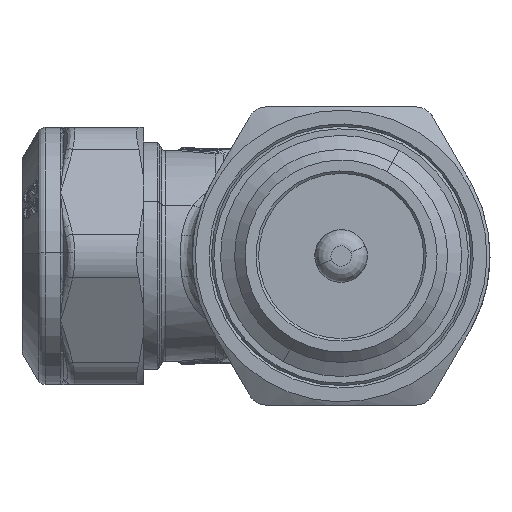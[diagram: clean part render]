
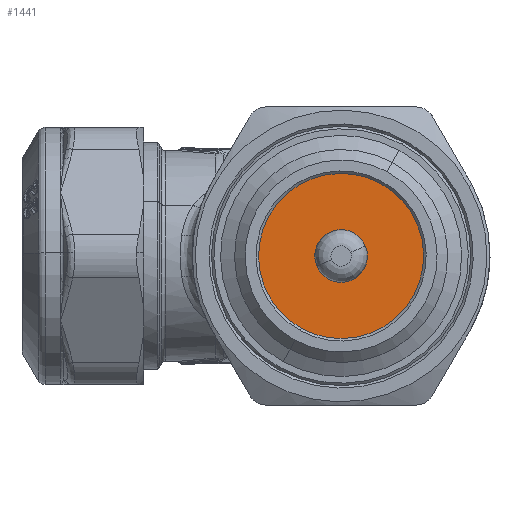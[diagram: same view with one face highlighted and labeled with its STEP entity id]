
A CAD part, left-side view. The second image highlights one B-rep face of the part: STEP entity #1441.
In plain terms, the highlighted planar face has unit normal (-1, 0, 0).
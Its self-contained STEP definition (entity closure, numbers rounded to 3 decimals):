
#1400=CARTESIAN_POINT('Axis2P3D Location',(-42.189,0.,0.)) ;
#1405=CARTESIAN_POINT('Axis2P3D Location',(-42.189,0.,0.)) ;
#1409=CARTESIAN_POINT('Vertex',(-42.189,-4.885,8.941)) ;
#1411=CARTESIAN_POINT('Vertex',(-42.189,4.885,-8.941)) ;
#1414=CARTESIAN_POINT('Axis2P3D Location',(-42.189,0.,0.)) ;
#1423=CARTESIAN_POINT('Axis2P3D Location',(-42.189,0.,0.)) ;
#1427=CARTESIAN_POINT('Vertex',(-42.189,3.011,-1.223)) ;
#1429=CARTESIAN_POINT('Vertex',(-42.189,-3.011,1.223)) ;
#1432=CARTESIAN_POINT('Axis2P3D Location',(-42.189,0.,0.)) ;
#1401=DIRECTION('Axis2P3D Direction',(1.,0.,0.)) ;
#1402=DIRECTION('Axis2P3D XDirection',(0.,1.,0.)) ;
#1406=DIRECTION('Axis2P3D Direction',(1.,0.,0.)) ;
#1415=DIRECTION('Axis2P3D Direction',(1.,0.,0.)) ;
#1424=DIRECTION('Axis2P3D Direction',(1.,0.,0.)) ;
#1433=DIRECTION('Axis2P3D Direction',(1.,0.,0.)) ;
#1403=AXIS2_PLACEMENT_3D('Plane Axis2P3D',#1400,#1401,#1402) ;
#1407=AXIS2_PLACEMENT_3D('Circle Axis2P3D',#1405,#1406,$) ;
#1416=AXIS2_PLACEMENT_3D('Circle Axis2P3D',#1414,#1415,$) ;
#1425=AXIS2_PLACEMENT_3D('Circle Axis2P3D',#1423,#1424,$) ;
#1434=AXIS2_PLACEMENT_3D('Circle Axis2P3D',#1432,#1433,$) ;
#1420=ORIENTED_EDGE('',*,*,#1413,.F.) ;
#1421=ORIENTED_EDGE('',*,*,#1418,.F.) ;
#1438=ORIENTED_EDGE('',*,*,#1431,.T.) ;
#1439=ORIENTED_EDGE('',*,*,#1436,.T.) ;
#1440=FACE_BOUND('',#1437,.T.) ;
#1441=ADVANCED_FACE('PartBody',(#1422,#1440),#1404,.F.) ;
#1408=CIRCLE('generated circle',#1407,10.189) ;
#1417=CIRCLE('generated circle',#1416,10.189) ;
#1426=CIRCLE('generated circle',#1425,3.25) ;
#1435=CIRCLE('generated circle',#1434,3.25) ;
#1413=EDGE_CURVE('',#1410,#1412,#1408,.T.) ;
#1418=EDGE_CURVE('',#1412,#1410,#1417,.T.) ;
#1431=EDGE_CURVE('',#1428,#1430,#1426,.T.) ;
#1436=EDGE_CURVE('',#1430,#1428,#1435,.T.) ;
#1419=EDGE_LOOP('',(#1420,#1421)) ;
#1437=EDGE_LOOP('',(#1438,#1439)) ;
#1422=FACE_OUTER_BOUND('',#1419,.T.) ;
#1404=PLANE('',#1403) ;
#1410=VERTEX_POINT('',#1409) ;
#1412=VERTEX_POINT('',#1411) ;
#1428=VERTEX_POINT('',#1427) ;
#1430=VERTEX_POINT('',#1429) ;
